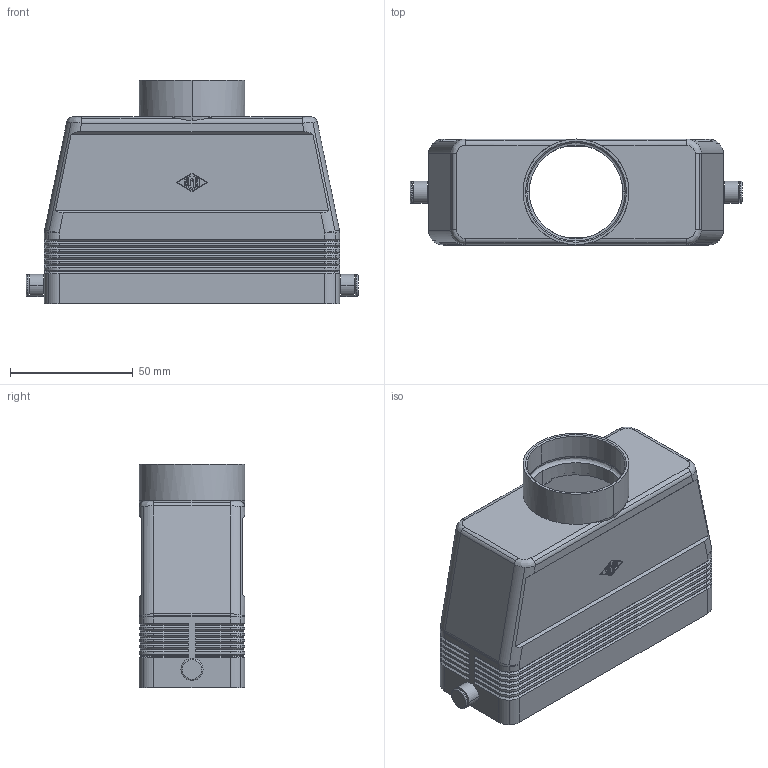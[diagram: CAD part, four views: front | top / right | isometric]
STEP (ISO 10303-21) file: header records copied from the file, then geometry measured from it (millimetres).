
FILE_DESCRIPTION((''),'2;1');
FILE_NAME('MMAV 16 L40.stp','2006-12-22T11:43:13',('gembarski'),(''),'Autodesk Inventor 7','Autodesk Inventor 7','');
FILE_SCHEMA(('AUTOMOTIVE_DESIGN { 1 0 10303 214 1 1 1 1 }'));
Length unit declared in the file: millimetre
Products named in the file (1): CH Tüllengehäuse für einen Einsatz Teil 6
Bounding box: 135 x 43 x 91 mm (x, y, z)
Volume: 84576.6 mm3; surface area: 57355.9 mm2
Topology: 1 solids, 1 shells, 529 faces, 1245 edges, 732 vertices
Faces by surface type: plane 197, cylinder 130, cone 102, bspline 92, torus 4, sphere 4
Entity records: 15962 total; most frequent: CARTESIAN_POINT 3941, DIRECTION 2533, ORIENTED_EDGE 2474, EDGE_CURVE 1237, AXIS2_PLACEMENT_3D 866, VECTOR 801, LINE 801, VERTEX_POINT 732
